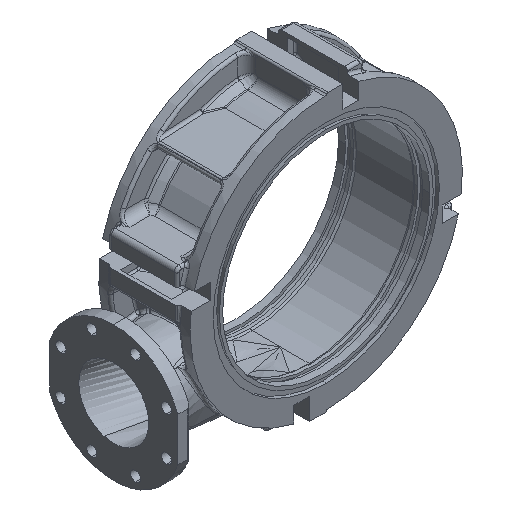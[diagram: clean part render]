
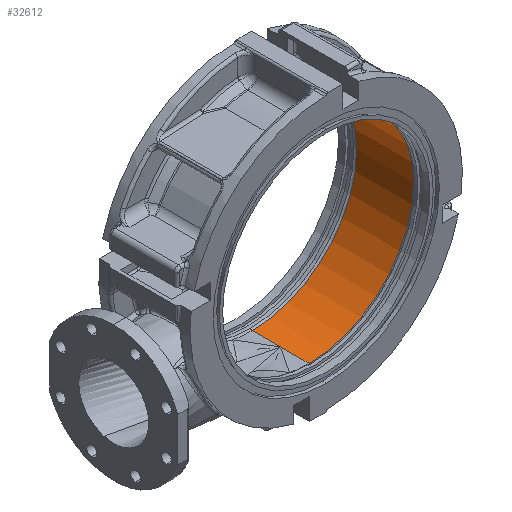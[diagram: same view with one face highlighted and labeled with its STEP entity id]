
A CAD part, isometric view. The second image highlights one B-rep face of the part: STEP entity #32612.
In plain terms, the highlighted cylindrical face has radius 119 mm (diameter 238 mm), a partial arc.
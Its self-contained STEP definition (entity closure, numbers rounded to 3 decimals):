
#1049 = DIRECTION ( 'NONE',  ( 0., -1., 0. ) ) ;
#1387 = DIRECTION ( 'NONE',  ( 0., 0., -1. ) ) ;
#1983 = LINE ( 'NONE', #8000, #10573 ) ;
#2048 = CARTESIAN_POINT ( 'NONE',  ( 0., -32.4, -119. ) ) ;
#2414 = ORIENTED_EDGE ( 'NONE', *, *, #37255, .T. ) ;
#3456 = CARTESIAN_POINT ( 'NONE',  ( 0., 0., -119. ) ) ;
#6293 = DIRECTION ( 'NONE',  ( 0., 1., 0. ) ) ;
#7082 = DIRECTION ( 'NONE',  ( 0., -1., 0. ) ) ;
#7287 = VERTEX_POINT ( 'NONE', #10234 ) ;
#7388 = AXIS2_PLACEMENT_3D ( 'NONE', #10125, #7082, #1387 ) ;
#8000 = CARTESIAN_POINT ( 'NONE',  ( 0., -6.553, 119. ) ) ;
#8211 = EDGE_CURVE ( 'NONE', #14420, #23614, #1983, .T. ) ;
#10125 = CARTESIAN_POINT ( 'NONE',  ( 0., -6.553, 0. ) ) ;
#10234 = CARTESIAN_POINT ( 'NONE',  ( 0., 32.4, -119. ) ) ;
#10573 = VECTOR ( 'NONE', #25142, 1000. ) ;
#11321 = ORIENTED_EDGE ( 'NONE', *, *, #27886, .T. ) ;
#11565 = VERTEX_POINT ( 'NONE', #3456 ) ;
#12213 = CIRCLE ( 'NONE', #21843, 119. ) ;
#12536 = FACE_OUTER_BOUND ( 'NONE', #34866, .T. ) ;
#13103 = LINE ( 'NONE', #23168, #36080 ) ;
#13717 = DIRECTION ( 'NONE',  ( 0., -1., 0. ) ) ;
#14420 = VERTEX_POINT ( 'NONE', #26555 ) ;
#15026 = ORIENTED_EDGE ( 'NONE', *, *, #16989, .T. ) ;
#15802 = CARTESIAN_POINT ( 'NONE',  ( 0., -6.553, -119. ) ) ;
#16989 = EDGE_CURVE ( 'NONE', #17852, #23614, #26015, .T. ) ;
#17852 = VERTEX_POINT ( 'NONE', #2048 ) ;
#18019 = VECTOR ( 'NONE', #1049, 1000. ) ;
#18340 = ORIENTED_EDGE ( 'NONE', *, *, #8211, .F. ) ;
#18889 = LINE ( 'NONE', #15802, #18019 ) ;
#21843 = AXIS2_PLACEMENT_3D ( 'NONE', #23556, #6293, #26482 ) ;
#22916 = DIRECTION ( 'NONE',  ( 0., -1., 0. ) ) ;
#23168 = CARTESIAN_POINT ( 'NONE',  ( 0., -6.553, -119. ) ) ;
#23556 = CARTESIAN_POINT ( 'NONE',  ( 0., 32.4, 0. ) ) ;
#23614 = VERTEX_POINT ( 'NONE', #31218 ) ;
#23913 = EDGE_CURVE ( 'NONE', #14420, #7287, #12213, .T. ) ;
#25142 = DIRECTION ( 'NONE',  ( 0., -1., 0. ) ) ;
#26015 = CIRCLE ( 'NONE', #36938, 119. ) ;
#26482 = DIRECTION ( 'NONE',  ( 0., 0., 1. ) ) ;
#26555 = CARTESIAN_POINT ( 'NONE',  ( 0., 32.4, 119. ) ) ;
#26995 = CYLINDRICAL_SURFACE ( 'NONE', #7388, 119. ) ;
#27877 = ORIENTED_EDGE ( 'NONE', *, *, #23913, .T. ) ;
#27886 = EDGE_CURVE ( 'NONE', #11565, #17852, #13103, .T. ) ;
#31015 = CARTESIAN_POINT ( 'NONE',  ( 0., -32.4, 0. ) ) ;
#31218 = CARTESIAN_POINT ( 'NONE',  ( 0., -32.4, 119. ) ) ;
#32612 = ADVANCED_FACE ( 'NONE', ( #12536 ), #26995, .F. ) ;
#33877 = DIRECTION ( 'NONE',  ( 0., 0., -1. ) ) ;
#34866 = EDGE_LOOP ( 'NONE', ( #18340, #27877, #2414, #11321, #15026 ) ) ;
#36080 = VECTOR ( 'NONE', #22916, 1000. ) ;
#36938 = AXIS2_PLACEMENT_3D ( 'NONE', #31015, #13717, #33877 ) ;
#37255 = EDGE_CURVE ( 'NONE', #7287, #11565, #18889, .T. ) ;
